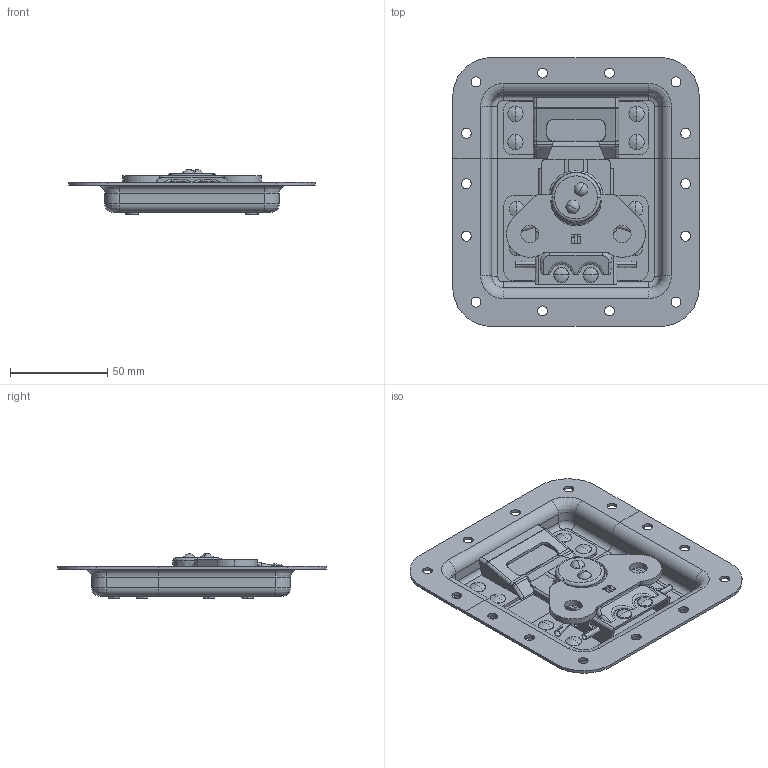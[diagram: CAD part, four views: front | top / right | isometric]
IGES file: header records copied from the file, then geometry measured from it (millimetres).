
Start section: SolidWorks IGES file using analytic representation for surfaces
Global section: file name: 172530.IGS; native system: SolidWorks 2011; preprocessor: SolidWorks 2011; author: martinb; date: 110120.080328; units: millimetre
Bounding box: 127 x 138.5 x 23.2 mm (x, y, z)
Volume: 37423.2 mm3; surface area: 78316.5 mm2
Topology: 22 solids, 28 shells, 785 faces, 2064 edges, 1295 vertices
Faces by surface type: revolution 493, plane 258, bspline 34
